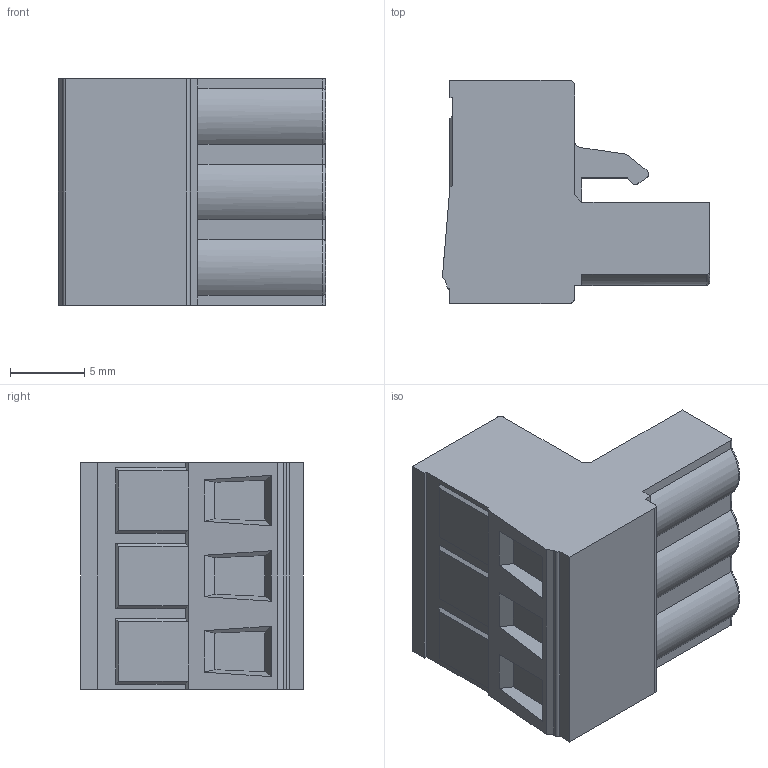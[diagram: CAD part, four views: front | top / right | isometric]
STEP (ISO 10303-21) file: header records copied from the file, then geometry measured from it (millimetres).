
FILE_DESCRIPTION (( 'STEP AP214' ), '1' );
FILE_NAME ('CUI_DEVICES_TBP01P1-508-03BE.step', '2019-10-21T09:34:17', ( '' ), ( '' ), 'SwSTEP 2.0', 'SolidWorks 2019', '' );
FILE_SCHEMA (( 'AUTOMOTIVE_DESIGN' ));
Length unit declared in the file: millimetre
Products named in the file (1): CUI_DEVICES_TBP01P1-508-03BE
Bounding box: 18 x 15 x 15.24 mm (x, y, z)
Volume: 2524.7 mm3; surface area: 1594.4 mm2
Topology: 1 solids, 1 shells, 161 faces, 423 edges, 274 vertices
Faces by surface type: plane 110, cylinder 42, cone 6, bspline 3
Entity records: 5264 total; most frequent: CARTESIAN_POINT 1003, ORIENTED_EDGE 846, DIRECTION 828, EDGE_CURVE 423, LINE 312, VECTOR 312, VERTEX_POINT 274, AXIS2_PLACEMENT_3D 258
